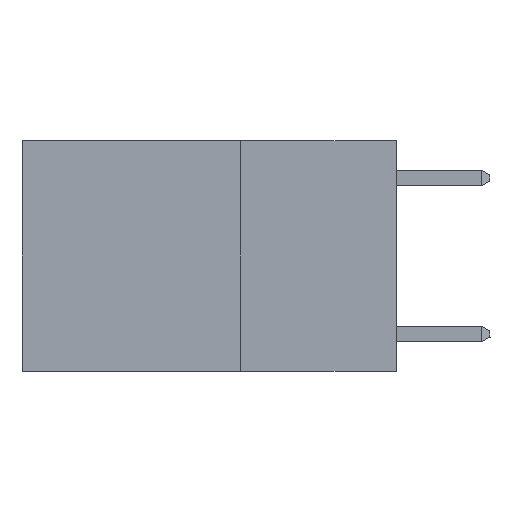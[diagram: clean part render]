
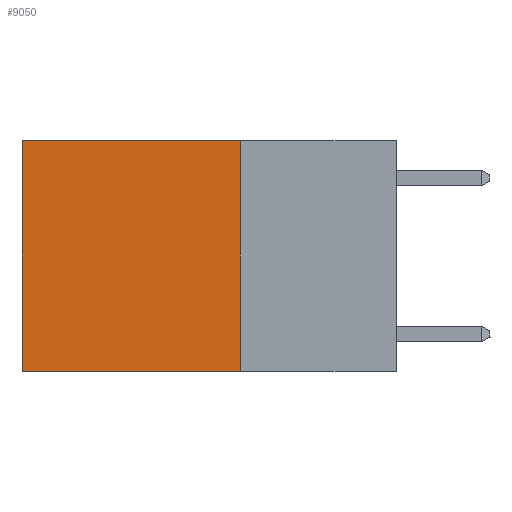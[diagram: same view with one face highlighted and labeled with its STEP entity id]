
A CAD part, left-side view. The second image highlights one B-rep face of the part: STEP entity #9050.
In plain terms, the highlighted planar face has unit normal (-1, 0, 0).
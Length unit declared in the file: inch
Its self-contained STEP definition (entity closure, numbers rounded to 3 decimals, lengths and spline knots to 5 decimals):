
#813 = VERTEX_POINT ( 'NONE', #13186 ) ;
#1513 = VECTOR ( 'NONE', #19912, 39.37008 ) ;
#1538 = ORIENTED_EDGE ( 'NONE', *, *, #15049, .T. ) ;
#1854 = EDGE_CURVE ( 'NONE', #23600, #813, #9114, .T. ) ;
#2789 = EDGE_CURVE ( 'NONE', #23600, #22181, #3029, .T. ) ;
#3029 = LINE ( 'NONE', #29018, #14358 ) ;
#6386 = CARTESIAN_POINT ( 'NONE',  ( 0.2625, 0.6, 0. ) ) ;
#7709 = CARTESIAN_POINT ( 'NONE',  ( 0.2625, 0.25, 0. ) ) ;
#8243 = LINE ( 'NONE', #6386, #1513 ) ;
#8766 = DIRECTION ( 'NONE',  ( 0., 1., 0. ) ) ;
#9050 = ADVANCED_FACE ( 'NONE', ( #12532 ), #14189, .F. ) ;
#9114 = LINE ( 'NONE', #7709, #21090 ) ;
#9799 = LINE ( 'NONE', #24520, #22466 ) ;
#9836 = CARTESIAN_POINT ( 'NONE',  ( 0.2625, 0.25, 0. ) ) ;
#10633 = CARTESIAN_POINT ( 'NONE',  ( 0.2625, 0.25, 0. ) ) ;
#12111 = DIRECTION ( 'NONE',  ( 0., 0., -1. ) ) ;
#12384 = ORIENTED_EDGE ( 'NONE', *, *, #2789, .F. ) ;
#12532 = FACE_OUTER_BOUND ( 'NONE', #17596, .T. ) ;
#12900 = CARTESIAN_POINT ( 'NONE',  ( 0.2625, 0.25, -0.37 ) ) ;
#13186 = CARTESIAN_POINT ( 'NONE',  ( 0.2625, 0.6, 0. ) ) ;
#14189 = PLANE ( 'NONE',  #23330 ) ;
#14358 = VECTOR ( 'NONE', #17830, 39.37008 ) ;
#15049 = EDGE_CURVE ( 'NONE', #813, #18009, #8243, .T. ) ;
#17596 = EDGE_LOOP ( 'NONE', ( #1538, #27181, #12384, #19400 ) ) ;
#17830 = DIRECTION ( 'NONE',  ( 0., 0., -1. ) ) ;
#18009 = VERTEX_POINT ( 'NONE', #24822 ) ;
#19400 = ORIENTED_EDGE ( 'NONE', *, *, #1854, .T. ) ;
#19912 = DIRECTION ( 'NONE',  ( 0., 0., -1. ) ) ;
#21090 = VECTOR ( 'NONE', #23421, 39.37008 ) ;
#22181 = VERTEX_POINT ( 'NONE', #12900 ) ;
#22466 = VECTOR ( 'NONE', #8766, 39.37008 ) ;
#23330 = AXIS2_PLACEMENT_3D ( 'NONE', #9836, #25583, #12111 ) ;
#23421 = DIRECTION ( 'NONE',  ( 0., 1., 0. ) ) ;
#23600 = VERTEX_POINT ( 'NONE', #10633 ) ;
#23716 = EDGE_CURVE ( 'NONE', #22181, #18009, #9799, .T. ) ;
#24520 = CARTESIAN_POINT ( 'NONE',  ( 0.2625, 0.25, -0.37 ) ) ;
#24822 = CARTESIAN_POINT ( 'NONE',  ( 0.2625, 0.6, -0.37 ) ) ;
#25583 = DIRECTION ( 'NONE',  ( 1., 0., 0. ) ) ;
#27181 = ORIENTED_EDGE ( 'NONE', *, *, #23716, .F. ) ;
#29018 = CARTESIAN_POINT ( 'NONE',  ( 0.2625, 0.25, 0. ) ) ;
